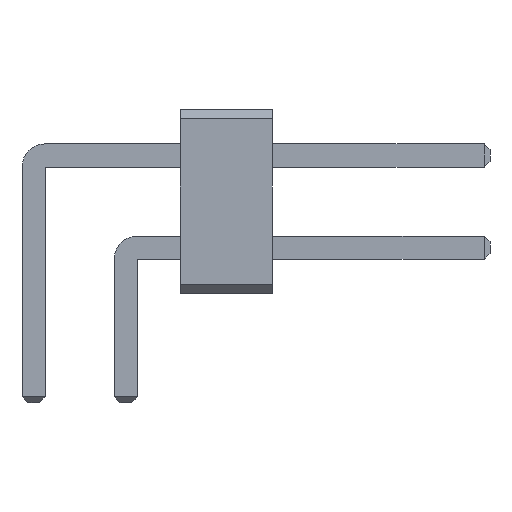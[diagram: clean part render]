
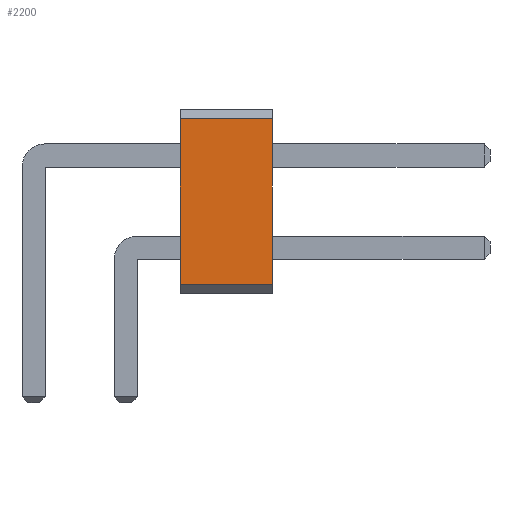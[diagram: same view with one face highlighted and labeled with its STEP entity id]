
A CAD part, front view. The second image highlights one B-rep face of the part: STEP entity #2200.
In plain terms, the highlighted planar face has unit normal (0, -1, 0).
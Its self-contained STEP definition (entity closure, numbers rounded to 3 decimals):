
#13=DIRECTION('',(0.,0.,1.));
#27=VECTOR('',#28,1.);
#28=DIRECTION('',(1.,0.,0.));
#57=DIRECTION('',(0.,-1.,0.));
#2187=VERTEX_POINT('',#2188);
#2188=CARTESIAN_POINT('',(6.58,-95.25,0.254));
#2191=EDGE_CURVE('',#2192,#2187,#2194,.T.);
#2192=VERTEX_POINT('',#2193);
#2193=CARTESIAN_POINT('',(4.04,-95.25,0.254));
#2194=LINE('',#2193,#27);
#2200=ADVANCED_FACE('',(#2201),#2218,.T.);
#2201=FACE_BOUND('',#2202,.T.);
#2202=EDGE_LOOP('',(#2203,#2204,#2210,#2215));
#2203=ORIENTED_EDGE('',*,*,#2191,.T.);
#2204=ORIENTED_EDGE('',*,*,#2205,.T.);
#2205=EDGE_CURVE('',#2187,#2206,#2208,.T.);
#2206=VERTEX_POINT('',#2207);
#2207=CARTESIAN_POINT('',(6.58,-95.25,4.826));
#2208=LINE('',#2188,#2209);
#2209=VECTOR('',#13,1.);
#2210=ORIENTED_EDGE('',*,*,#2211,.F.);
#2211=EDGE_CURVE('',#2212,#2206,#2214,.T.);
#2212=VERTEX_POINT('',#2213);
#2213=CARTESIAN_POINT('',(4.04,-95.25,4.826));
#2214=LINE('',#2213,#27);
#2215=ORIENTED_EDGE('',*,*,#2216,.F.);
#2216=EDGE_CURVE('',#2192,#2212,#2217,.T.);
#2217=LINE('',#2193,#2209);
#2218=PLANE('',#2219);
#2219=AXIS2_PLACEMENT_3D('',#2193,#57,#13);
